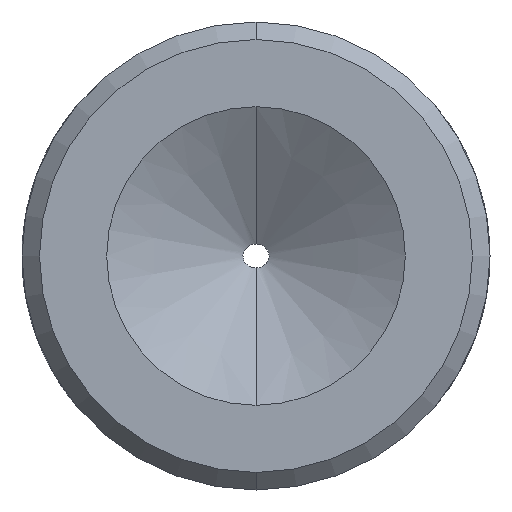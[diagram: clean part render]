
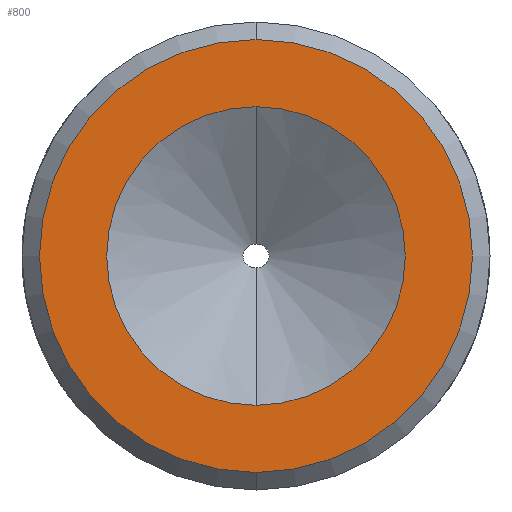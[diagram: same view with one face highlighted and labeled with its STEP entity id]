
A CAD part, front view. The second image highlights one B-rep face of the part: STEP entity #800.
In plain terms, the highlighted planar face has unit normal (0, -1, 0).
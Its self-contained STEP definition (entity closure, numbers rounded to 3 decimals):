
#41 = CARTESIAN_POINT ( 'NONE',  ( 0., 0., -3.7 ) ) ;
#44 = DIRECTION ( 'NONE',  ( 0., -1., 0. ) ) ;
#48 = ORIENTED_EDGE ( 'NONE', *, *, #1249, .T. ) ;
#127 = EDGE_LOOP ( 'NONE', ( #48, #751 ) ) ;
#129 = CIRCLE ( 'NONE', #824, 3.7 ) ;
#148 = PLANE ( 'NONE',  #1042 ) ;
#164 = AXIS2_PLACEMENT_3D ( 'NONE', #1253, #857, #653 ) ;
#240 = DIRECTION ( 'NONE',  ( 0., 0., -1. ) ) ;
#247 = CARTESIAN_POINT ( 'NONE',  ( 0., 0., 3.7 ) ) ;
#285 = CARTESIAN_POINT ( 'NONE',  ( 0., 0., 0. ) ) ;
#300 = VERTEX_POINT ( 'NONE', #41 ) ;
#339 = DIRECTION ( 'NONE',  ( 0., 0., -1. ) ) ;
#364 = ORIENTED_EDGE ( 'NONE', *, *, #1286, .F. ) ;
#412 = CARTESIAN_POINT ( 'NONE',  ( 0., 0., 0. ) ) ;
#420 = DIRECTION ( 'NONE',  ( 0., -1., 0. ) ) ;
#425 = DIRECTION ( 'NONE',  ( 0., -1., 0. ) ) ;
#460 = EDGE_CURVE ( 'NONE', #300, #927, #771, .T. ) ;
#467 = FACE_BOUND ( 'NONE', #1045, .T. ) ;
#488 = FACE_OUTER_BOUND ( 'NONE', #127, .T. ) ;
#607 = CARTESIAN_POINT ( 'NONE',  ( 0., 0., 2.553 ) ) ;
#615 = ORIENTED_EDGE ( 'NONE', *, *, #1016, .F. ) ;
#618 = CIRCLE ( 'NONE', #164, 2.553 ) ;
#649 = VERTEX_POINT ( 'NONE', #607 ) ;
#653 = DIRECTION ( 'NONE',  ( 0., 0., -1. ) ) ;
#689 = CARTESIAN_POINT ( 'NONE',  ( 0., 0., -2.553 ) ) ;
#726 = CARTESIAN_POINT ( 'NONE',  ( 0., 0., 0. ) ) ;
#751 = ORIENTED_EDGE ( 'NONE', *, *, #460, .T. ) ;
#771 = CIRCLE ( 'NONE', #1009, 3.7 ) ;
#800 = ADVANCED_FACE ( 'NONE', ( #488, #467 ), #148, .T. ) ;
#817 = CIRCLE ( 'NONE', #931, 2.553 ) ;
#824 = AXIS2_PLACEMENT_3D ( 'NONE', #412, #420, #1108 ) ;
#857 = DIRECTION ( 'NONE',  ( 0., -1., 0. ) ) ;
#927 = VERTEX_POINT ( 'NONE', #247 ) ;
#931 = AXIS2_PLACEMENT_3D ( 'NONE', #726, #425, #240 ) ;
#961 = DIRECTION ( 'NONE',  ( 0., -1., 0. ) ) ;
#1009 = AXIS2_PLACEMENT_3D ( 'NONE', #285, #961, #1276 ) ;
#1016 = EDGE_CURVE ( 'NONE', #1154, #649, #618, .T. ) ;
#1023 = CARTESIAN_POINT ( 'NONE',  ( 0., 0., 0. ) ) ;
#1042 = AXIS2_PLACEMENT_3D ( 'NONE', #1023, #44, #339 ) ;
#1045 = EDGE_LOOP ( 'NONE', ( #615, #364 ) ) ;
#1108 = DIRECTION ( 'NONE',  ( 0., 0., -1. ) ) ;
#1154 = VERTEX_POINT ( 'NONE', #689 ) ;
#1249 = EDGE_CURVE ( 'NONE', #927, #300, #129, .T. ) ;
#1253 = CARTESIAN_POINT ( 'NONE',  ( 0., 0., 0. ) ) ;
#1276 = DIRECTION ( 'NONE',  ( 0., 0., -1. ) ) ;
#1286 = EDGE_CURVE ( 'NONE', #649, #1154, #817, .T. ) ;
